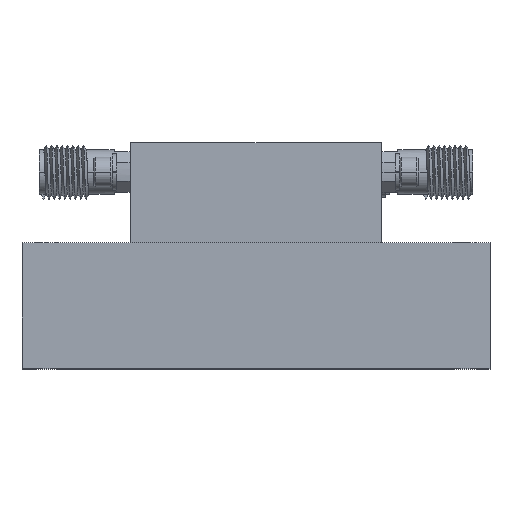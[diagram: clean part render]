
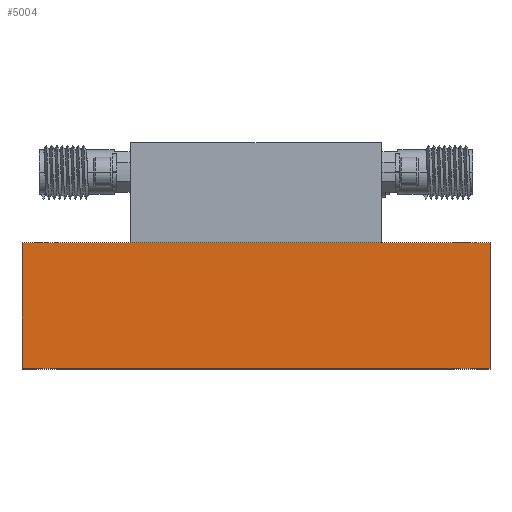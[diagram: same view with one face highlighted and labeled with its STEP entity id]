
A CAD part, top view. The second image highlights one B-rep face of the part: STEP entity #5004.
In plain terms, the highlighted planar face has unit normal (0, 0, 1).
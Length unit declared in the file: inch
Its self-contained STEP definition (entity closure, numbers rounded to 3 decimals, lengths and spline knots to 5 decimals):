
#28 = VECTOR ( 'NONE', #841, 39.37008 ) ;
#88 = CARTESIAN_POINT ( 'NONE',  ( 1.102, -0.59, 1.575 ) ) ;
#540 = VERTEX_POINT ( 'NONE', #3208 ) ;
#841 = DIRECTION ( 'NONE',  ( 0., -1., 0. ) ) ;
#1161 = ORIENTED_EDGE ( 'NONE', *, *, #2484, .T. ) ;
#1200 = VERTEX_POINT ( 'NONE', #19173 ) ;
#1366 = VERTEX_POINT ( 'NONE', #88 ) ;
#1943 = CARTESIAN_POINT ( 'NONE',  ( 1.102, 0., 1.575 ) ) ;
#1982 = EDGE_LOOP ( 'NONE', ( #1161, #6732, #11224, #9094 ) ) ;
#2484 = EDGE_CURVE ( 'NONE', #1200, #1366, #3592, .T. ) ;
#3208 = CARTESIAN_POINT ( 'NONE',  ( -1.102, 0., 1.575 ) ) ;
#3592 = LINE ( 'NONE', #12655, #19908 ) ;
#4021 = VECTOR ( 'NONE', #17212, 39.37008 ) ;
#5004 = ADVANCED_FACE ( 'NONE', ( #13463 ), #17122, .F. ) ;
#5182 = DIRECTION ( 'NONE',  ( 0., 0., -1. ) ) ;
#6293 = EDGE_CURVE ( 'NONE', #540, #13693, #19036, .T. ) ;
#6732 = ORIENTED_EDGE ( 'NONE', *, *, #7487, .F. ) ;
#7030 = DIRECTION ( 'NONE',  ( -1., 0., 0. ) ) ;
#7032 = DIRECTION ( 'NONE',  ( 1., 0., 0. ) ) ;
#7194 = EDGE_CURVE ( 'NONE', #540, #1200, #21950, .T. ) ;
#7487 = EDGE_CURVE ( 'NONE', #13693, #1366, #12594, .T. ) ;
#7937 = AXIS2_PLACEMENT_3D ( 'NONE', #20782, #5182, #7030 ) ;
#9094 = ORIENTED_EDGE ( 'NONE', *, *, #7194, .T. ) ;
#10603 = CARTESIAN_POINT ( 'NONE',  ( 1.102, 0., 1.575 ) ) ;
#11224 = ORIENTED_EDGE ( 'NONE', *, *, #6293, .F. ) ;
#11300 = DIRECTION ( 'NONE',  ( 1., 0., 0. ) ) ;
#12280 = CARTESIAN_POINT ( 'NONE',  ( -1.102, 0., 1.575 ) ) ;
#12594 = LINE ( 'NONE', #1943, #4021 ) ;
#12655 = CARTESIAN_POINT ( 'NONE',  ( -1.102, -0.59, 1.575 ) ) ;
#13463 = FACE_OUTER_BOUND ( 'NONE', #1982, .T. ) ;
#13693 = VERTEX_POINT ( 'NONE', #10603 ) ;
#15820 = VECTOR ( 'NONE', #7032, 39.37008 ) ;
#17122 = PLANE ( 'NONE',  #7937 ) ;
#17212 = DIRECTION ( 'NONE',  ( 0., -1., 0. ) ) ;
#19036 = LINE ( 'NONE', #12280, #15820 ) ;
#19173 = CARTESIAN_POINT ( 'NONE',  ( -1.102, -0.59, 1.575 ) ) ;
#19573 = CARTESIAN_POINT ( 'NONE',  ( -1.102, 0., 1.575 ) ) ;
#19908 = VECTOR ( 'NONE', #11300, 39.37008 ) ;
#20782 = CARTESIAN_POINT ( 'NONE',  ( -1.102, 0., 1.575 ) ) ;
#21950 = LINE ( 'NONE', #19573, #28 ) ;
